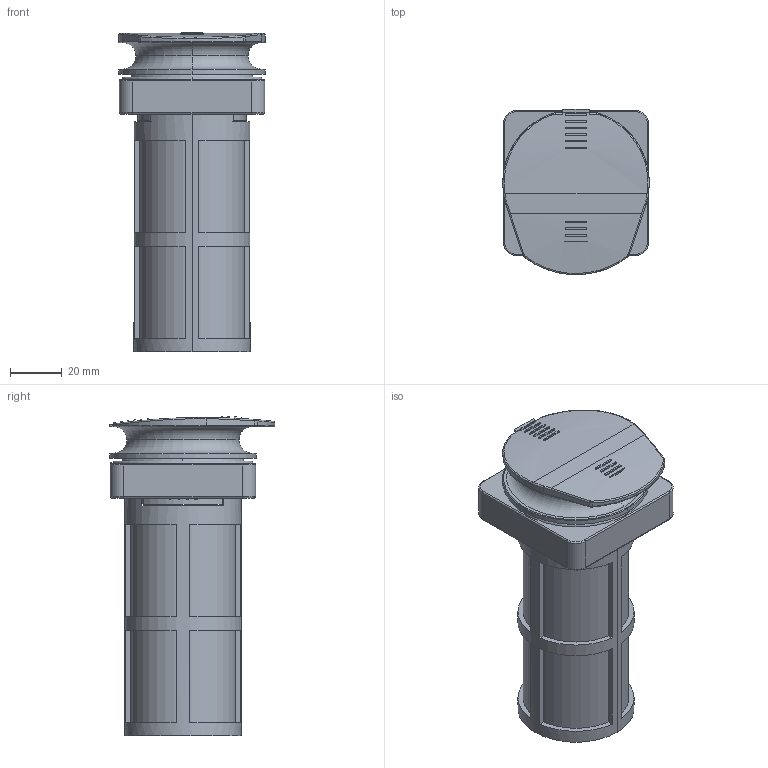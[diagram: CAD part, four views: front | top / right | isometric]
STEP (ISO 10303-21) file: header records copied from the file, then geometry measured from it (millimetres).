
FILE_DESCRIPTION (( 'STEP AP203' ), '1' );
FILE_NAME ('1008029.STEP', '2022-07-06T05:40:38', ( '' ), ( '' ), 'SwSTEP 2.0', 'SolidWorks 2016', '' );
FILE_SCHEMA (( 'CONFIG_CONTROL_DESIGN' ));
Length unit declared in the file: millimetre
Products named in the file (1): 1008029
Bounding box: 56.39 x 63.63 x 122.87 mm (x, y, z)
Volume: 54232.3 mm3; surface area: 59713.5 mm2
Topology: 3 solids, 3 shells, 297 faces, 761 edges, 481 vertices
Faces by surface type: plane 145, cylinder 74, torus 41, bspline 23, cone 14
Entity records: 11075 total; most frequent: CARTESIAN_POINT 3784, DIRECTION 1546, ORIENTED_EDGE 1498, EDGE_CURVE 749, AXIS2_PLACEMENT_3D 614, VERTEX_POINT 481, EDGE_LOOP 342, CIRCLE 339
